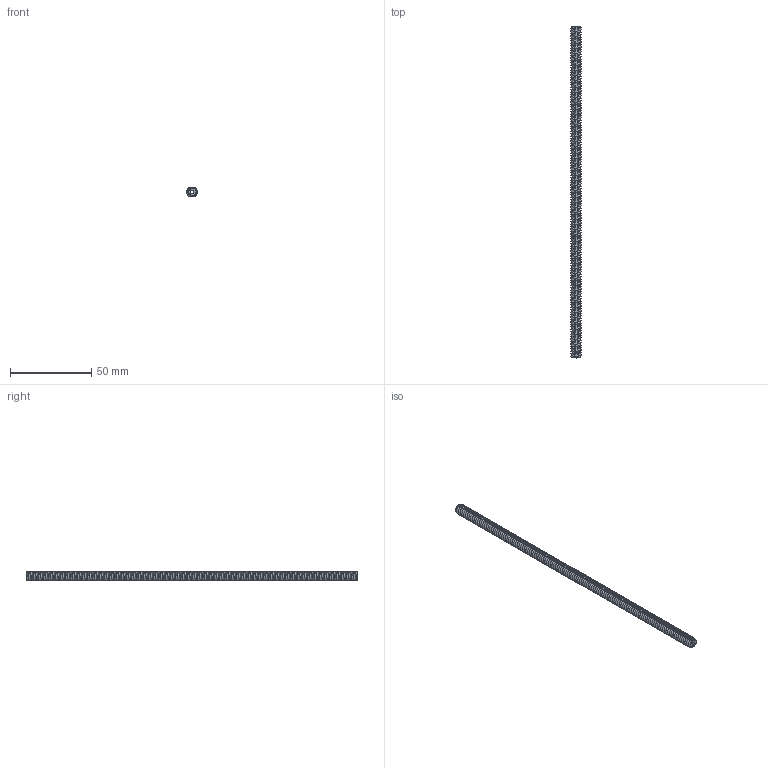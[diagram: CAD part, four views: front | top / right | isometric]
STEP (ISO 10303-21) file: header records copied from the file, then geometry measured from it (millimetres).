
FILE_DESCRIPTION(('FreeCAD Model'),'2;1');
FILE_NAME('Open CASCADE Shape Model','2023-11-29T17:02:22',(''),(''), 'Open CASCADE STEP processor 7.6','FreeCAD','Unknown');
FILE_SCHEMA(('AUTOMOTIVE_DESIGN { 1 0 10303 214 1 1 1 1 }'));
Products named in the file (1): Threaded Rod FL-RH BU15.50 - SPN-THR-0062 (stemfie.org)
Bounding box: 6.6 x 203.75 x 5 mm (x, y, z)
Volume: 3714.4 mm3; surface area: 7331.1 mm2
Topology: 1 solids, 1 shells, 1051 faces, 2900 edges, 1883 vertices
Faces by surface type: plane 582, bspline 300, extrusion 162, cone 6, cylinder 1
Full cylindrical faces by diameter (mm): 2 x1
Entity records: 166427 total; most frequent: CARTESIAN_POINT 116878, DIRECTION 5957, ORIENTED_EDGE 5800, PCURVE 5800, DEFINITIONAL_REPRESENTATION 5800, VECTOR 4739, LINE 4577, B_SPLINE_CURVE_WITH_KNOTS 4257
